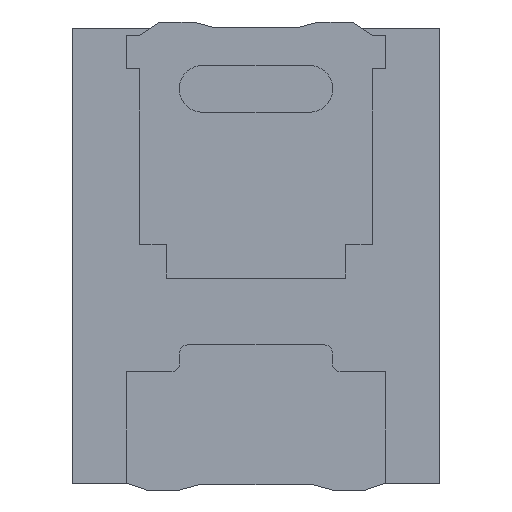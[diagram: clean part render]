
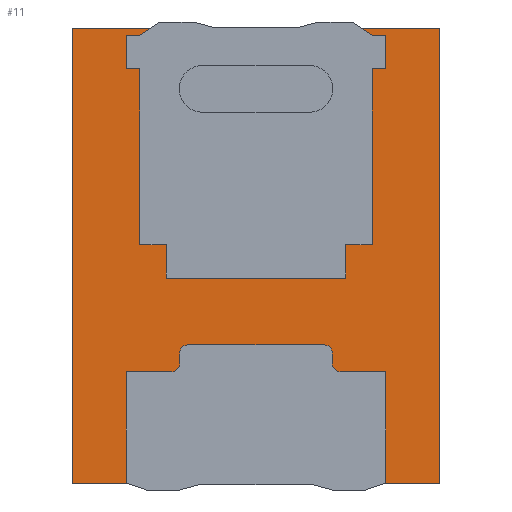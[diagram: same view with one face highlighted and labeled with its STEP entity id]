
A CAD part, front view. The second image highlights one B-rep face of the part: STEP entity #11.
In plain terms, the highlighted planar face has unit normal (0, -1, 0).
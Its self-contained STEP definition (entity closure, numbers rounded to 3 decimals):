
#11=ADVANCED_FACE('NONE',(#12),#274,.T.);
#12=FACE_BOUND('NONE',#13,.T.);
#13=EDGE_LOOP('',(#14,#24,#32,#40,#48,#56,#64,#72,#80,#88,#96,#104,#112,#120,#128,#136,#144,#152,#160,#168,#176,#184,#193,#201,#210,#218,#227,#235,#244,#252,#260,#268));
#14=ORIENTED_EDGE('',*,*,#15,.T.);
#15=EDGE_CURVE('NONE',#16,#18,#20,.F.);
#16=VERTEX_POINT('NONE',#17);
#17=CARTESIAN_POINT('',(1.37,0.0,1.7));
#18=VERTEX_POINT('NONE',#19);
#19=CARTESIAN_POINT('',(0.795,0.0,1.7));
#20=LINE('',#21,#22);
#21=CARTESIAN_POINT('',(-1.37,0.0,1.7));
#22=VECTOR('',#23,1.0);
#23=DIRECTION('',(1.0,0.0,0.0));
#24=ORIENTED_EDGE('',*,*,#25,.T.);
#25=EDGE_CURVE('NONE',#18,#26,#28,.F.);
#26=VERTEX_POINT('NONE',#27);
#27=CARTESIAN_POINT('',(0.87,0.0,1.65));
#28=LINE('',#29,#30);
#29=CARTESIAN_POINT('',(0.72,0.0,1.75));
#30=VECTOR('',#31,1.0);
#31=DIRECTION('',(-0.832,0.0,0.555));
#32=ORIENTED_EDGE('',*,*,#33,.T.);
#33=EDGE_CURVE('NONE',#26,#34,#36,.F.);
#34=VERTEX_POINT('NONE',#35);
#35=CARTESIAN_POINT('',(0.97,0.0,1.65));
#36=LINE('',#37,#38);
#37=CARTESIAN_POINT('',(0.87,0.0,1.65));
#38=VECTOR('',#39,1.0);
#39=DIRECTION('',(-1.0,0.0,0.0));
#40=ORIENTED_EDGE('',*,*,#41,.T.);
#41=EDGE_CURVE('NONE',#34,#42,#44,.F.);
#42=VERTEX_POINT('NONE',#43);
#43=CARTESIAN_POINT('',(0.97,0.0,1.4));
#44=LINE('',#45,#46);
#45=CARTESIAN_POINT('',(0.97,0.0,1.65));
#46=VECTOR('',#47,1.0);
#47=DIRECTION('',(0.0,0.0,1.0));
#48=ORIENTED_EDGE('',*,*,#49,.T.);
#49=EDGE_CURVE('NONE',#42,#50,#52,.F.);
#50=VERTEX_POINT('NONE',#51);
#51=CARTESIAN_POINT('',(0.87,0.0,1.4));
#52=LINE('',#53,#54);
#53=CARTESIAN_POINT('',(0.97,0.0,1.4));
#54=VECTOR('',#55,1.0);
#55=DIRECTION('',(1.0,0.0,0.));
#56=ORIENTED_EDGE('',*,*,#57,.T.);
#57=EDGE_CURVE('NONE',#50,#58,#60,.F.);
#58=VERTEX_POINT('NONE',#59);
#59=CARTESIAN_POINT('',(0.87,0.0,0.085));
#60=LINE('',#61,#62);
#61=CARTESIAN_POINT('',(0.87,0.0,1.4));
#62=VECTOR('',#63,1.0);
#63=DIRECTION('',(0.,0.0,1.0));
#64=ORIENTED_EDGE('',*,*,#65,.T.);
#65=EDGE_CURVE('NONE',#58,#66,#68,.F.);
#66=VERTEX_POINT('NONE',#67);
#67=CARTESIAN_POINT('',(0.67,0.0,0.085));
#68=LINE('',#69,#70);
#69=CARTESIAN_POINT('',(0.87,0.0,0.085));
#70=VECTOR('',#71,1.0);
#71=DIRECTION('',(1.0,0.0,0.));
#72=ORIENTED_EDGE('',*,*,#73,.T.);
#73=EDGE_CURVE('NONE',#66,#74,#76,.F.);
#74=VERTEX_POINT('NONE',#75);
#75=CARTESIAN_POINT('',(0.67,0.0,-0.165));
#76=LINE('',#77,#78);
#77=CARTESIAN_POINT('',(0.67,0.0,0.085));
#78=VECTOR('',#79,1.0);
#79=DIRECTION('',(0.,0.0,1.0));
#80=ORIENTED_EDGE('',*,*,#81,.T.);
#81=EDGE_CURVE('NONE',#74,#82,#84,.F.);
#82=VERTEX_POINT('NONE',#83);
#83=CARTESIAN_POINT('',(-0.67,0.0,-0.165));
#84=LINE('',#85,#86);
#85=CARTESIAN_POINT('',(0.67,0.0,-0.165));
#86=VECTOR('',#87,1.0);
#87=DIRECTION('',(1.0,0.0,0.));
#88=ORIENTED_EDGE('',*,*,#89,.T.);
#89=EDGE_CURVE('NONE',#82,#90,#92,.F.);
#90=VERTEX_POINT('NONE',#91);
#91=CARTESIAN_POINT('',(-0.67,0.0,0.085));
#92=LINE('',#93,#94);
#93=CARTESIAN_POINT('',(-0.67,0.0,-0.165));
#94=VECTOR('',#95,1.0);
#95=DIRECTION('',(0.0,0.0,-1.0));
#96=ORIENTED_EDGE('',*,*,#97,.T.);
#97=EDGE_CURVE('NONE',#90,#98,#100,.F.);
#98=VERTEX_POINT('NONE',#99);
#99=CARTESIAN_POINT('',(-0.87,0.0,0.085));
#100=LINE('',#101,#102);
#101=CARTESIAN_POINT('',(-0.67,0.0,0.085));
#102=VECTOR('',#103,1.0);
#103=DIRECTION('',(1.0,0.0,0.0));
#104=ORIENTED_EDGE('',*,*,#105,.T.);
#105=EDGE_CURVE('NONE',#98,#106,#108,.F.);
#106=VERTEX_POINT('NONE',#107);
#107=CARTESIAN_POINT('',(-0.87,0.0,1.4));
#108=LINE('',#109,#110);
#109=CARTESIAN_POINT('',(-0.87,0.0,0.085));
#110=VECTOR('',#111,1.0);
#111=DIRECTION('',(0.0,0.0,-1.0));
#112=ORIENTED_EDGE('',*,*,#113,.T.);
#113=EDGE_CURVE('NONE',#106,#114,#116,.F.);
#114=VERTEX_POINT('NONE',#115);
#115=CARTESIAN_POINT('',(-0.97,0.0,1.4));
#116=LINE('',#117,#118);
#117=CARTESIAN_POINT('',(-0.87,0.0,1.4));
#118=VECTOR('',#119,1.0);
#119=DIRECTION('',(1.0,0.0,0.));
#120=ORIENTED_EDGE('',*,*,#121,.T.);
#121=EDGE_CURVE('NONE',#114,#122,#124,.F.);
#122=VERTEX_POINT('NONE',#123);
#123=CARTESIAN_POINT('',(-0.97,0.0,1.65));
#124=LINE('',#125,#126);
#125=CARTESIAN_POINT('',(-0.97,0.0,1.4));
#126=VECTOR('',#127,1.0);
#127=DIRECTION('',(0.0,0.0,-1.0));
#128=ORIENTED_EDGE('',*,*,#129,.T.);
#129=EDGE_CURVE('NONE',#122,#130,#132,.F.);
#130=VERTEX_POINT('NONE',#131);
#131=CARTESIAN_POINT('',(-0.87,0.0,1.65));
#132=LINE('',#133,#134);
#133=CARTESIAN_POINT('',(-0.97,0.0,1.65));
#134=VECTOR('',#135,1.0);
#135=DIRECTION('',(-1.0,0.0,0.0));
#136=ORIENTED_EDGE('',*,*,#137,.T.);
#137=EDGE_CURVE('NONE',#130,#138,#140,.T.);
#138=VERTEX_POINT('NONE',#139);
#139=CARTESIAN_POINT('',(-0.795,0.0,1.7));
#140=LINE('',#141,#142);
#141=CARTESIAN_POINT('',(-1.029,0.0,1.544));
#142=VECTOR('',#143,1.0);
#143=DIRECTION('',(0.832,0.0,0.555));
#144=ORIENTED_EDGE('',*,*,#145,.T.);
#145=EDGE_CURVE('NONE',#138,#146,#148,.F.);
#146=VERTEX_POINT('NONE',#147);
#147=CARTESIAN_POINT('',(-1.37,0.0,1.7));
#148=LINE('',#149,#150);
#149=CARTESIAN_POINT('',(-1.37,0.0,1.7));
#150=VECTOR('',#151,1.0);
#151=DIRECTION('',(1.0,0.0,0.0));
#152=ORIENTED_EDGE('',*,*,#153,.T.);
#153=EDGE_CURVE('NONE',#146,#154,#156,.F.);
#154=VERTEX_POINT('NONE',#155);
#155=CARTESIAN_POINT('',(-1.37,0.0,-1.7));
#156=LINE('',#157,#158);
#157=CARTESIAN_POINT('',(-1.37,0.0,1.7));
#158=VECTOR('',#159,1.0);
#159=DIRECTION('',(0.0,0.0,1.0));
#160=ORIENTED_EDGE('',*,*,#161,.T.);
#161=EDGE_CURVE('NONE',#154,#162,#164,.F.);
#162=VERTEX_POINT('NONE',#163);
#163=CARTESIAN_POINT('',(-0.97,0.0,-1.7));
#164=LINE('',#165,#166);
#165=CARTESIAN_POINT('',(-1.37,0.0,-1.7));
#166=VECTOR('',#167,1.0);
#167=DIRECTION('',(-1.0,0.0,0.0));
#168=ORIENTED_EDGE('',*,*,#169,.T.);
#169=EDGE_CURVE('NONE',#162,#170,#172,.F.);
#170=VERTEX_POINT('NONE',#171);
#171=CARTESIAN_POINT('',(-0.97,0.0,-0.865));
#172=LINE('',#173,#174);
#173=CARTESIAN_POINT('',(-0.97,0.0,-1.7));
#174=VECTOR('',#175,1.0);
#175=DIRECTION('',(0.,0.0,-1.0));
#176=ORIENTED_EDGE('',*,*,#177,.T.);
#177=EDGE_CURVE('NONE',#170,#178,#180,.F.);
#178=VERTEX_POINT('NONE',#179);
#179=CARTESIAN_POINT('',(-0.63,0.0,-0.865));
#180=LINE('',#181,#182);
#181=CARTESIAN_POINT('',(-0.97,0.0,-0.865));
#182=VECTOR('',#183,1.0);
#183=DIRECTION('',(-1.0,0.0,0.0));
#184=ORIENTED_EDGE('',*,*,#185,.T.);
#185=EDGE_CURVE('NONE',#178,#186,#188,.F.);
#186=VERTEX_POINT('NONE',#187);
#187=CARTESIAN_POINT('',(-0.57,0.0,-0.805));
#188=CIRCLE('',#189,0.06);
#189=AXIS2_PLACEMENT_3D('',#190,#191,#192);
#190=CARTESIAN_POINT('',(-0.63,0.0,-0.805));
#191=DIRECTION('',(0.0,1.0,0.0));
#192=DIRECTION('',(0.0,0.0,-1.0));
#193=ORIENTED_EDGE('',*,*,#194,.T.);
#194=EDGE_CURVE('NONE',#186,#195,#197,.F.);
#195=VERTEX_POINT('NONE',#196);
#196=CARTESIAN_POINT('',(-0.57,0.0,-0.725));
#197=LINE('',#198,#199);
#198=CARTESIAN_POINT('',(-0.57,0.0,-0.725));
#199=VECTOR('',#200,1.0);
#200=DIRECTION('',(0.0,0.0,-1.0));
#201=ORIENTED_EDGE('',*,*,#202,.T.);
#202=EDGE_CURVE('NONE',#195,#203,#205,.F.);
#203=VERTEX_POINT('NONE',#204);
#204=CARTESIAN_POINT('',(-0.51,0.0,-0.665));
#205=CIRCLE('',#206,0.06);
#206=AXIS2_PLACEMENT_3D('',#207,#208,#209);
#207=CARTESIAN_POINT('',(-0.51,0.0,-0.725));
#208=DIRECTION('',(0.0,-1.0,0.0));
#209=DIRECTION('',(0.0,0.0,-1.0));
#210=ORIENTED_EDGE('',*,*,#211,.T.);
#211=EDGE_CURVE('NONE',#203,#212,#214,.F.);
#212=VERTEX_POINT('NONE',#213);
#213=CARTESIAN_POINT('',(0.51,0.0,-0.665));
#214=LINE('',#215,#216);
#215=CARTESIAN_POINT('',(-0.51,0.0,-0.665));
#216=VECTOR('',#217,1.0);
#217=DIRECTION('',(-1.0,0.0,0.));
#218=ORIENTED_EDGE('',*,*,#219,.T.);
#219=EDGE_CURVE('NONE',#212,#220,#222,.F.);
#220=VERTEX_POINT('NONE',#221);
#221=CARTESIAN_POINT('',(0.57,0.0,-0.725));
#222=CIRCLE('',#223,0.06);
#223=AXIS2_PLACEMENT_3D('',#224,#225,#226);
#224=CARTESIAN_POINT('',(0.51,0.0,-0.725));
#225=DIRECTION('',(0.0,-1.0,0.0));
#226=DIRECTION('',(0.0,0.0,1.0));
#227=ORIENTED_EDGE('',*,*,#228,.T.);
#228=EDGE_CURVE('NONE',#220,#229,#231,.F.);
#229=VERTEX_POINT('NONE',#230);
#230=CARTESIAN_POINT('',(0.57,0.0,-0.805));
#231=LINE('',#232,#233);
#232=CARTESIAN_POINT('',(0.57,0.0,-0.725));
#233=VECTOR('',#234,1.0);
#234=DIRECTION('',(0.0,0.0,1.0));
#235=ORIENTED_EDGE('',*,*,#236,.T.);
#236=EDGE_CURVE('NONE',#229,#237,#239,.F.);
#237=VERTEX_POINT('NONE',#238);
#238=CARTESIAN_POINT('',(0.63,0.0,-0.865));
#239=CIRCLE('',#240,0.06);
#240=AXIS2_PLACEMENT_3D('',#241,#242,#243);
#241=CARTESIAN_POINT('',(0.63,0.0,-0.805));
#242=DIRECTION('',(0.0,1.0,0.0));
#243=DIRECTION('',(0.0,0.0,1.0));
#244=ORIENTED_EDGE('',*,*,#245,.T.);
#245=EDGE_CURVE('NONE',#237,#246,#248,.F.);
#246=VERTEX_POINT('NONE',#247);
#247=CARTESIAN_POINT('',(0.97,0.0,-0.865));
#248=LINE('',#249,#250);
#249=CARTESIAN_POINT('',(0.97,0.0,-0.865));
#250=VECTOR('',#251,1.0);
#251=DIRECTION('',(-1.0,0.0,0.0));
#252=ORIENTED_EDGE('',*,*,#253,.T.);
#253=EDGE_CURVE('NONE',#246,#254,#256,.F.);
#254=VERTEX_POINT('NONE',#255);
#255=CARTESIAN_POINT('',(0.97,0.0,-1.7));
#256=LINE('',#257,#258);
#257=CARTESIAN_POINT('',(0.97,0.0,-0.865));
#258=VECTOR('',#259,1.0);
#259=DIRECTION('',(0.,0.0,1.0));
#260=ORIENTED_EDGE('',*,*,#261,.T.);
#261=EDGE_CURVE('NONE',#254,#262,#264,.F.);
#262=VERTEX_POINT('NONE',#263);
#263=CARTESIAN_POINT('',(1.37,0.0,-1.7));
#264=LINE('',#265,#266);
#265=CARTESIAN_POINT('',(-1.37,0.0,-1.7));
#266=VECTOR('',#267,1.0);
#267=DIRECTION('',(-1.0,0.0,0.0));
#268=ORIENTED_EDGE('',*,*,#269,.T.);
#269=EDGE_CURVE('NONE',#262,#16,#270,.F.);
#270=LINE('',#271,#272);
#271=CARTESIAN_POINT('',(1.37,0.0,1.7));
#272=VECTOR('',#273,1.0);
#273=DIRECTION('',(0.0,0.0,-1.0));
#274=PLANE('',#275);
#275=AXIS2_PLACEMENT_3D('',#276,#277,#278);
#276=CARTESIAN_POINT('',(0.0,0.0,0.0));
#277=DIRECTION('',(0.0,-1.0,0.0));
#278=DIRECTION('',(0.0,0.0,-1.0));
